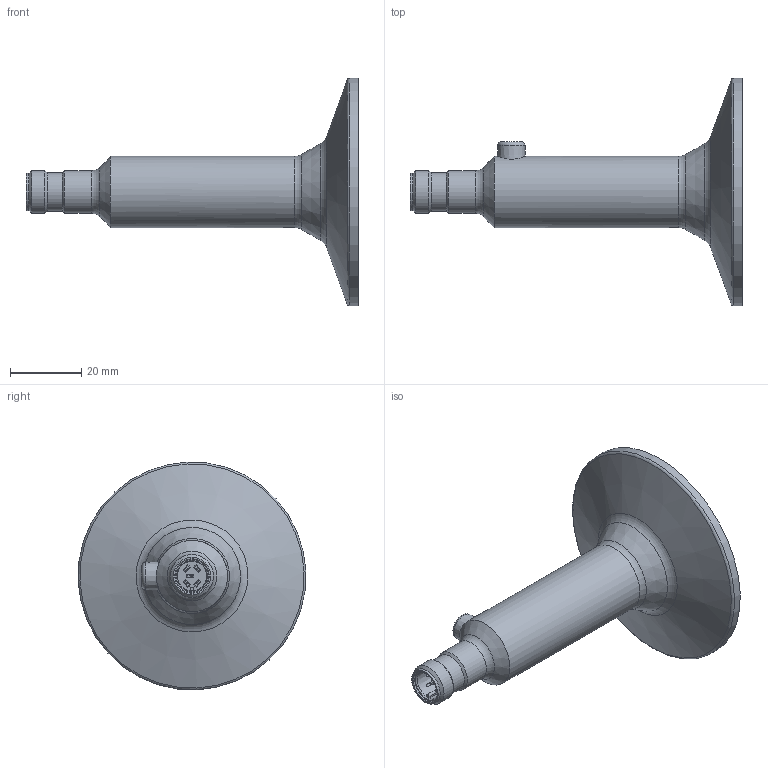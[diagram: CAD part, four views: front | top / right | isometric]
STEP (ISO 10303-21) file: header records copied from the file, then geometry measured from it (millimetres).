
FILE_DESCRIPTION( ( 'STEP for Baumer WEB' ), '1' );
FILE_NAME( 'PP20H-2.xxxxx.D115.542020.000.stp', '21.1.2019', ( 'bod' ), ( 'Baumer Electric AG, CH-8501 Frauenfeld' ), 'PSStep 19.0.9', 'SolidEdge ST9', ' ' );
FILE_SCHEMA( ( 'AUTOMOTIVE_DESIGN { 1 0 10303 214 1 1 1 1 }' ) );
Length unit declared in the file: millimetre
Products named in the file (1): 11191109-oa0
Bounding box: 93.2 x 63.94 x 63.94 mm (x, y, z)
Volume: 42556.4 mm3; surface area: 12347.9 mm2
Topology: 1 solids, 1 shells, 164 faces, 411 edges, 259 vertices
Faces by surface type: plane 105, cylinder 38, cone 13, torus 8
Full cylindrical faces by diameter (mm): 9.445 x1, 10.47 x1, 10.8 x1, 12 x2, 20 x1, 21 x1, 64 x1
Entity records: 6030 total; most frequent: CARTESIAN_POINT 863, DIRECTION 818, ORIENTED_EDGE 750, EDGE_CURVE 375, AXIS2_PLACEMENT_3D 281, LINE 256, VECTOR 256, VERTEX_POINT 250
